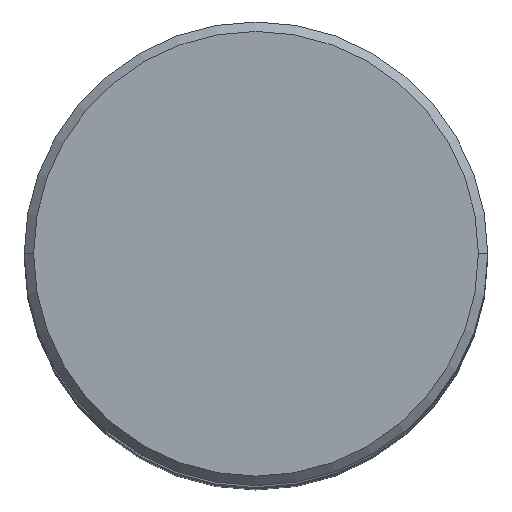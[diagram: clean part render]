
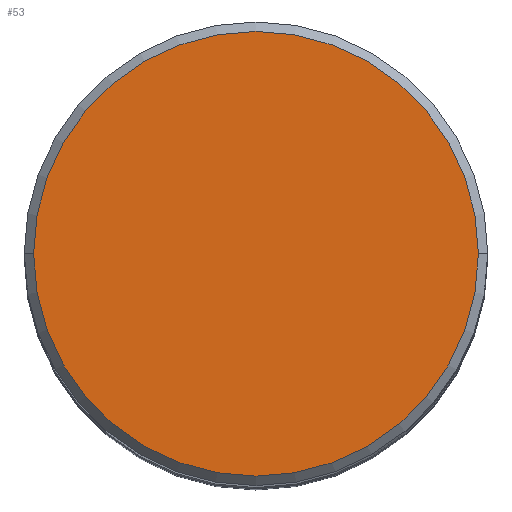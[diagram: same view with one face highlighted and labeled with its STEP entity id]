
A CAD part, top view. The second image highlights one B-rep face of the part: STEP entity #53.
In plain terms, the highlighted planar face has unit normal (0, 0, 1).
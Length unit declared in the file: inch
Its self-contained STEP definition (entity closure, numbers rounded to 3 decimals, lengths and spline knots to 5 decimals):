
#3 = DIRECTION ( 'NONE',  ( 0., 0., 1. ) ) ;
#25 = DIRECTION ( 'NONE',  ( 0., 0., 1. ) ) ;
#39 = AXIS2_PLACEMENT_3D ( 'NONE', #287, #3, #204 ) ;
#53 = ADVANCED_FACE ( 'NONE', ( #407 ), #414, .F. ) ;
#67 = EDGE_LOOP ( 'NONE', ( #470, #341 ) ) ;
#126 = CIRCLE ( 'NONE', #39, 0.47215 ) ;
#204 = DIRECTION ( 'NONE',  ( 1., 0., 0. ) ) ;
#210 = EDGE_CURVE ( 'NONE', #534, #482, #126, .T. ) ;
#226 = DIRECTION ( 'NONE',  ( 1., 0., 0. ) ) ;
#228 = CIRCLE ( 'NONE', #325, 0.47215 ) ;
#238 = DIRECTION ( 'NONE',  ( 0., 0., -1. ) ) ;
#262 = CARTESIAN_POINT ( 'NONE',  ( -0.47215, 0., 0. ) ) ;
#287 = CARTESIAN_POINT ( 'NONE',  ( 0., 0., 0. ) ) ;
#316 = EDGE_CURVE ( 'NONE', #482, #534, #228, .T. ) ;
#325 = AXIS2_PLACEMENT_3D ( 'NONE', #392, #25, #226 ) ;
#332 = CARTESIAN_POINT ( 'NONE',  ( 0.47215, 0., 0. ) ) ;
#341 = ORIENTED_EDGE ( 'NONE', *, *, #316, .T. ) ;
#392 = CARTESIAN_POINT ( 'NONE',  ( 0., 0., 0. ) ) ;
#407 = FACE_OUTER_BOUND ( 'NONE', #67, .T. ) ;
#414 = PLANE ( 'NONE',  #426 ) ;
#426 = AXIS2_PLACEMENT_3D ( 'NONE', #457, #238, #554 ) ;
#457 = CARTESIAN_POINT ( 'NONE',  ( 0., 0.47215, 0. ) ) ;
#470 = ORIENTED_EDGE ( 'NONE', *, *, #210, .T. ) ;
#482 = VERTEX_POINT ( 'NONE', #332 ) ;
#534 = VERTEX_POINT ( 'NONE', #262 ) ;
#554 = DIRECTION ( 'NONE',  ( -1., 0., 0. ) ) ;
